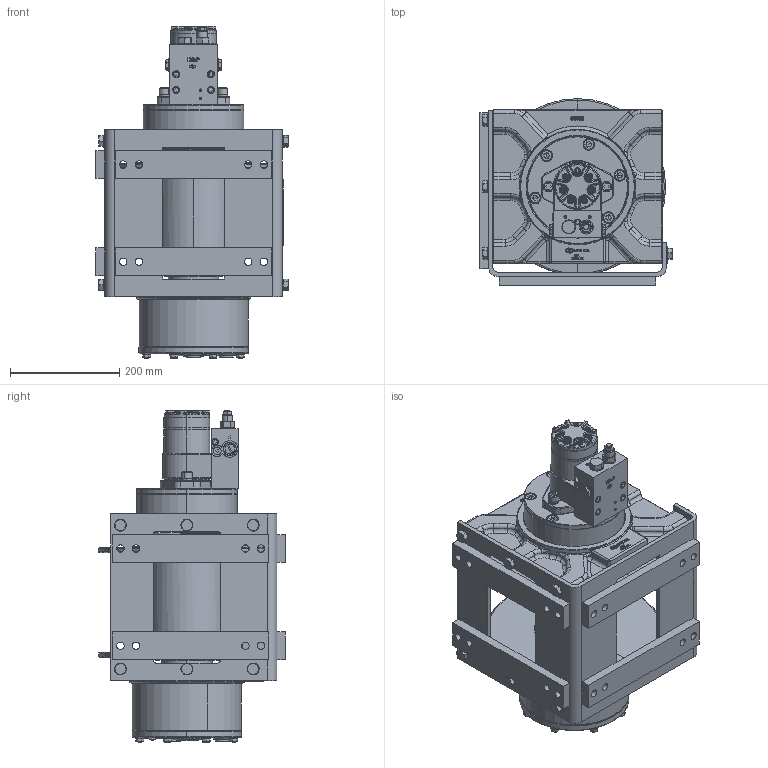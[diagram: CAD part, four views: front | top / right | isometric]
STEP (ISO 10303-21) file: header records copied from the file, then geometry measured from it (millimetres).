
FILE_DESCRIPTION((''),'2;1');
FILE_NAME('TWG-TEMP','2020-10-18T19:47:42',('Administrator'),(''),'CREO PARAMETRIC BY PTC INC, 2019030','CREO PARAMETRIC BY PTC INC, 2019030','');
FILE_SCHEMA(('AUTOMOTIVE_DESIGN { 1 0 10303 214 1 1 1 1 }'));
Products named in the file (1): TWG-TEMP
Bounding box: 351.62 x 341.51 x 607.31 mm (x, y, z)
Volume: 5104182.2 mm3; surface area: 1475632.8 mm2
Topology: 2 solids, 157 shells, 2924 faces, 9802 edges, 6831 vertices
Faces by surface type: plane 1093, cylinder 788, torus 471, cone 196, bspline 181, extrusion 166, sphere 29
Entity records: 161398 total; most frequent: CARTESIAN_POINT 61087, ORIENTED_EDGE 15417, DIRECTION 15110, EDGE_CURVE 9628, VERTEX_POINT 6831, AXIS2_PLACEMENT_3D 5220, VECTOR 4667, LINE 4501
